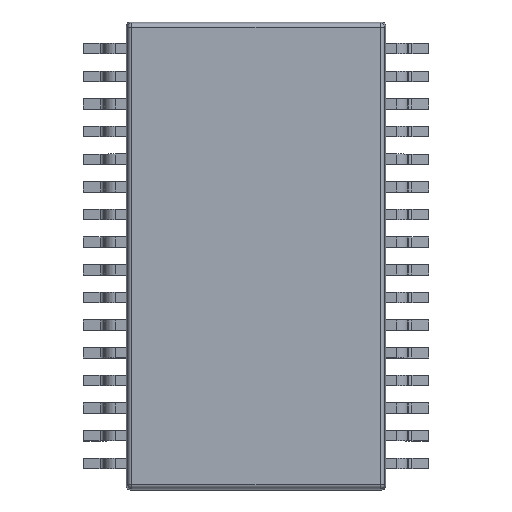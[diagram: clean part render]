
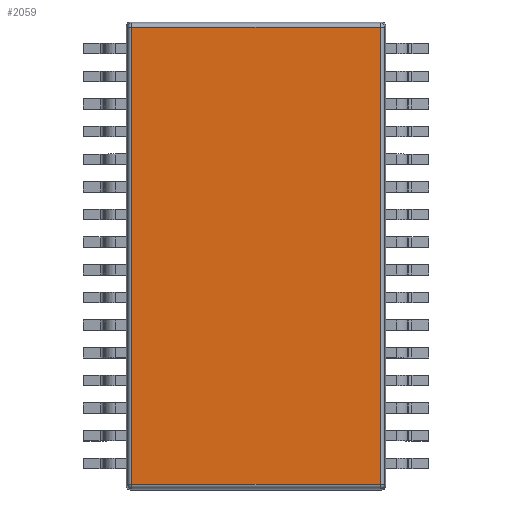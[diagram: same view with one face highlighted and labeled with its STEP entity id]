
A CAD part, top view. The second image highlights one B-rep face of the part: STEP entity #2059.
In plain terms, the highlighted face is planar.
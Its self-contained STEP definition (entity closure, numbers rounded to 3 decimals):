
#527=DIRECTION('',(-1.,0.,0.));
#528=VECTOR('',#527,10.742);
#529=CARTESIAN_POINT('',(5.371,0.425,-2.921));
#530=LINE('',#529,#528);
#541=DIRECTION('',(1.,0.,0.));
#542=VECTOR('',#541,10.742);
#543=CARTESIAN_POINT('',(-5.371,0.425,2.921));
#544=LINE('',#543,#542);
#1445=DIRECTION('',(0.,0.,1.));
#1446=VECTOR('',#1445,5.842);
#1447=CARTESIAN_POINT('',(-5.371,0.425,-2.921));
#1448=LINE('',#1447,#1446);
#1459=DIRECTION('',(0.,0.,-1.));
#1460=VECTOR('',#1459,5.842);
#1461=CARTESIAN_POINT('',(5.371,0.425,2.921));
#1462=LINE('',#1461,#1460);
#1497=CARTESIAN_POINT('',(5.371,0.425,2.921));
#1498=CARTESIAN_POINT('',(5.371,0.425,-2.921));
#1499=VERTEX_POINT('',#1497);
#1500=VERTEX_POINT('',#1498);
#1505=CARTESIAN_POINT('',(-5.371,0.425,-2.921));
#1506=VERTEX_POINT('',#1505);
#1511=CARTESIAN_POINT('',(-5.371,0.425,2.921));
#1512=VERTEX_POINT('',#1511);
#2045=CARTESIAN_POINT('',(0.,0.425,0.));
#2046=DIRECTION('',(0.,1.,0.));
#2047=DIRECTION('',(1.,0.,0.));
#2048=AXIS2_PLACEMENT_3D('',#2045,#2046,#2047);
#2049=PLANE('',#2048);
#2051=ORIENTED_EDGE('',*,*,#2050,.F.);
#2053=ORIENTED_EDGE('',*,*,#2052,.F.);
#2054=ORIENTED_EDGE('',*,*,#2036,.F.);
#2056=ORIENTED_EDGE('',*,*,#2055,.F.);
#2057=EDGE_LOOP('',(#2051,#2053,#2054,#2056));
#2058=FACE_OUTER_BOUND('',#2057,.F.);
#2059=ADVANCED_FACE('',(#2058),#2049,.T.);
#2036=EDGE_CURVE('',#1500,#1506,#530,.T.);
#2050=EDGE_CURVE('',#1512,#1499,#544,.T.);
#2052=EDGE_CURVE('',#1506,#1512,#1448,.T.);
#2055=EDGE_CURVE('',#1499,#1500,#1462,.T.);
